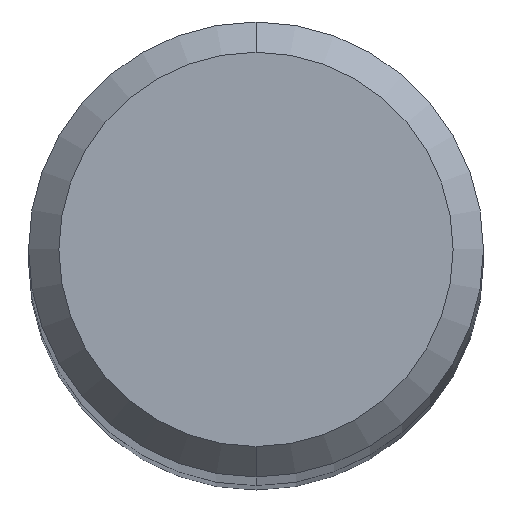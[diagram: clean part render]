
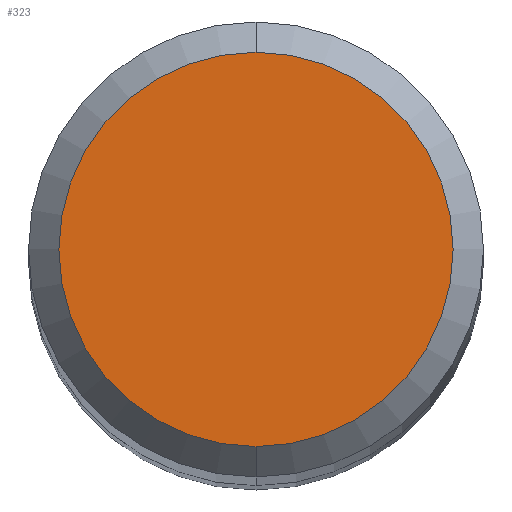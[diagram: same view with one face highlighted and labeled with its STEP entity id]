
A CAD part, top view. The second image highlights one B-rep face of the part: STEP entity #323.
In plain terms, the highlighted planar face has unit normal (0, 0, 1).
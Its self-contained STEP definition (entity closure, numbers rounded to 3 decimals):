
#181=VERTEX_POINT('',#458);
#239=VERTEX_POINT('',#522);
#255=EDGE_CURVE('',#181,#239,#541,.T.);
#323=ADVANCED_FACE('',(#612),#613,.T.);
#345=EDGE_CURVE('',#239,#181,#636,.T.);
#458=CARTESIAN_POINT('',(0.0,2.6,0.0));
#522=CARTESIAN_POINT('',(0.,-2.6,0.0));
#541=CIRCLE('',#1033,2.6);
#612=FACE_OUTER_BOUND('',#1146,.T.);
#613=PLANE('',#1147);
#636=CIRCLE('',#1180,2.6);
#1033=AXIS2_PLACEMENT_3D('',#1435,#1436,#1437);
#1146=EDGE_LOOP('',(#1487,#1488));
#1147=AXIS2_PLACEMENT_3D('',#1489,#1490,#1491);
#1180=AXIS2_PLACEMENT_3D('',#1507,#1508,#1509);
#1435=CARTESIAN_POINT('',(0.0,0.0,0.0));
#1436=DIRECTION('',(0.0,0.0,-1.0));
#1437=DIRECTION('',(0.0,1.0,0.0));
#1487=ORIENTED_EDGE('',*,*,#255,.F.);
#1488=ORIENTED_EDGE('',*,*,#345,.F.);
#1489=CARTESIAN_POINT('',(0.0,1.3,0.0));
#1490=DIRECTION('',(-0.0,0.0,1.0));
#1491=DIRECTION('',(0.0,-1.0,0.0));
#1507=CARTESIAN_POINT('',(0.0,0.0,0.0));
#1508=DIRECTION('',(0.0,0.0,-1.0));
#1509=DIRECTION('',(0.0,1.0,0.0));
